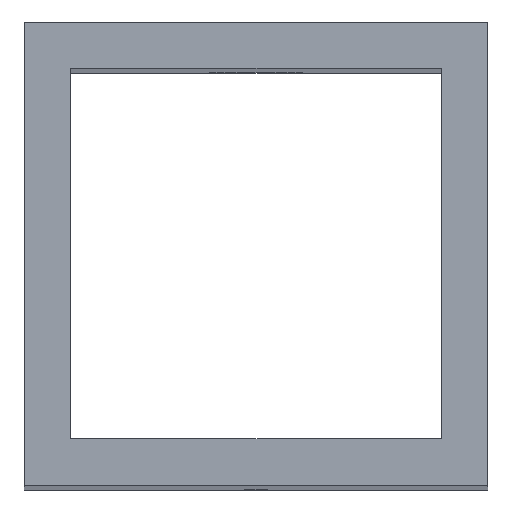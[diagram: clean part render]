
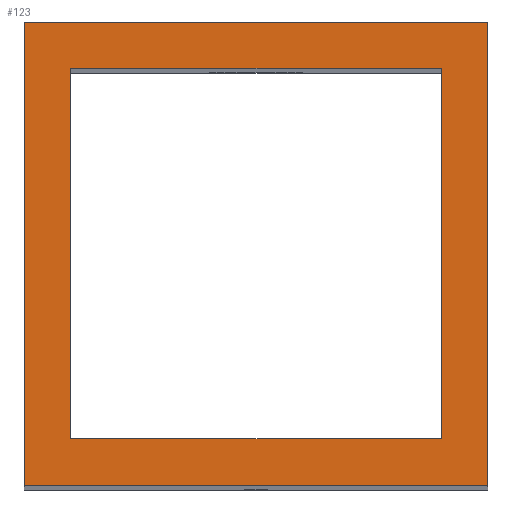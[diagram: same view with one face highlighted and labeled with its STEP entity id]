
A CAD part, top view. The second image highlights one B-rep face of the part: STEP entity #123.
In plain terms, the highlighted planar face has unit normal (0, 0, 1).
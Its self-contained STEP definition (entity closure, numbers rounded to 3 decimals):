
#32 = ORIENTED_EDGE ( 'NONE', *, *, #426, .T. ) ;
#37 = EDGE_CURVE ( 'NONE', #78, #920, #576, .T. ) ;
#45 = VECTOR ( 'NONE', #753, 1000. ) ;
#50 = VERTEX_POINT ( 'NONE', #847 ) ;
#52 = ORIENTED_EDGE ( 'NONE', *, *, #37, .F. ) ;
#73 = PLANE ( 'NONE',  #839 ) ;
#78 = VERTEX_POINT ( 'NONE', #556 ) ;
#104 = CARTESIAN_POINT ( 'NONE',  ( 7.5, -7.5, 90. ) ) ;
#105 = VECTOR ( 'NONE', #466, 1000. ) ;
#108 = ORIENTED_EDGE ( 'NONE', *, *, #485, .F. ) ;
#123 = ADVANCED_FACE ( 'NONE', ( #705, #372 ), #73, .F. ) ;
#136 = ORIENTED_EDGE ( 'NONE', *, *, #774, .F. ) ;
#143 = CARTESIAN_POINT ( 'NONE',  ( -6., -6., 90. ) ) ;
#149 = ORIENTED_EDGE ( 'NONE', *, *, #589, .F. ) ;
#165 = LINE ( 'NONE', #886, #45 ) ;
#192 = CARTESIAN_POINT ( 'NONE',  ( -7.5, 7.5, 90. ) ) ;
#206 = VECTOR ( 'NONE', #461, 1000. ) ;
#207 = DIRECTION ( 'NONE',  ( 1., 0., 0. ) ) ;
#210 = CARTESIAN_POINT ( 'NONE',  ( -7.5, -7.5, 90. ) ) ;
#215 = VECTOR ( 'NONE', #353, 1000. ) ;
#259 = EDGE_LOOP ( 'NONE', ( #822, #32, #408, #640 ) ) ;
#267 = CARTESIAN_POINT ( 'NONE',  ( -6., 6., 90. ) ) ;
#286 = CARTESIAN_POINT ( 'NONE',  ( -6., 6., 90. ) ) ;
#309 = VECTOR ( 'NONE', #608, 1000. ) ;
#313 = CARTESIAN_POINT ( 'NONE',  ( -7.5, 7.5, 90. ) ) ;
#328 = VERTEX_POINT ( 'NONE', #104 ) ;
#330 = EDGE_CURVE ( 'NONE', #328, #50, #657, .T. ) ;
#353 = DIRECTION ( 'NONE',  ( 0., -1., 0. ) ) ;
#363 = CARTESIAN_POINT ( 'NONE',  ( 7.5, 7.5, 90. ) ) ;
#372 = FACE_OUTER_BOUND ( 'NONE', #259, .T. ) ;
#383 = DIRECTION ( 'NONE',  ( 1., 0., 0. ) ) ;
#391 = LINE ( 'NONE', #395, #206 ) ;
#392 = CARTESIAN_POINT ( 'NONE',  ( -7.5, -7.5, 90. ) ) ;
#395 = CARTESIAN_POINT ( 'NONE',  ( -7.5, -7.5, 90. ) ) ;
#408 = ORIENTED_EDGE ( 'NONE', *, *, #627, .T. ) ;
#426 = EDGE_CURVE ( 'NONE', #50, #502, #825, .T. ) ;
#445 = LINE ( 'NONE', #143, #215 ) ;
#450 = CARTESIAN_POINT ( 'NONE',  ( 7.5, -7.5, 90. ) ) ;
#461 = DIRECTION ( 'NONE',  ( 0., -1., 0. ) ) ;
#463 = VERTEX_POINT ( 'NONE', #888 ) ;
#466 = DIRECTION ( 'NONE',  ( -1., 0., 0. ) ) ;
#485 = EDGE_CURVE ( 'NONE', #579, #463, #695, .T. ) ;
#502 = VERTEX_POINT ( 'NONE', #313 ) ;
#536 = VECTOR ( 'NONE', #207, 1000. ) ;
#539 = EDGE_LOOP ( 'NONE', ( #52, #149, #108, #136 ) ) ;
#556 = CARTESIAN_POINT ( 'NONE',  ( 6., 6., 90. ) ) ;
#573 = LINE ( 'NONE', #210, #536 ) ;
#576 = LINE ( 'NONE', #267, #894 ) ;
#579 = VERTEX_POINT ( 'NONE', #878 ) ;
#589 = EDGE_CURVE ( 'NONE', #463, #78, #165, .T. ) ;
#608 = DIRECTION ( 'NONE',  ( 0., 1., 0. ) ) ;
#627 = EDGE_CURVE ( 'NONE', #502, #658, #391, .T. ) ;
#640 = ORIENTED_EDGE ( 'NONE', *, *, #794, .T. ) ;
#651 = DIRECTION ( 'NONE',  ( 0., 0., -1. ) ) ;
#657 = LINE ( 'NONE', #450, #309 ) ;
#658 = VERTEX_POINT ( 'NONE', #392 ) ;
#679 = VECTOR ( 'NONE', #383, 1000. ) ;
#695 = LINE ( 'NONE', #813, #679 ) ;
#705 = FACE_BOUND ( 'NONE', #539, .T. ) ;
#726 = DIRECTION ( 'NONE',  ( -1., 0., 0. ) ) ;
#753 = DIRECTION ( 'NONE',  ( 0., 1., 0. ) ) ;
#774 = EDGE_CURVE ( 'NONE', #920, #579, #445, .T. ) ;
#794 = EDGE_CURVE ( 'NONE', #658, #328, #573, .T. ) ;
#813 = CARTESIAN_POINT ( 'NONE',  ( -6., -6., 90. ) ) ;
#822 = ORIENTED_EDGE ( 'NONE', *, *, #330, .T. ) ;
#825 = LINE ( 'NONE', #192, #105 ) ;
#839 = AXIS2_PLACEMENT_3D ( 'NONE', #363, #651, #726 ) ;
#847 = CARTESIAN_POINT ( 'NONE',  ( 7.5, 7.5, 90. ) ) ;
#878 = CARTESIAN_POINT ( 'NONE',  ( -6., -6., 90. ) ) ;
#886 = CARTESIAN_POINT ( 'NONE',  ( 6., -6., 90. ) ) ;
#888 = CARTESIAN_POINT ( 'NONE',  ( 6., -6., 90. ) ) ;
#894 = VECTOR ( 'NONE', #901, 1000. ) ;
#901 = DIRECTION ( 'NONE',  ( -1., 0., 0. ) ) ;
#920 = VERTEX_POINT ( 'NONE', #286 ) ;
